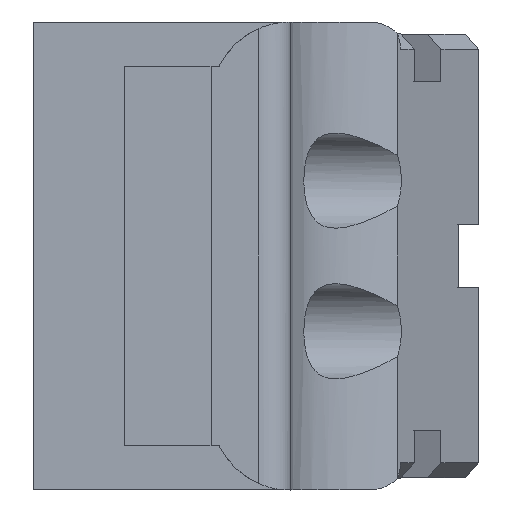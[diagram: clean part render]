
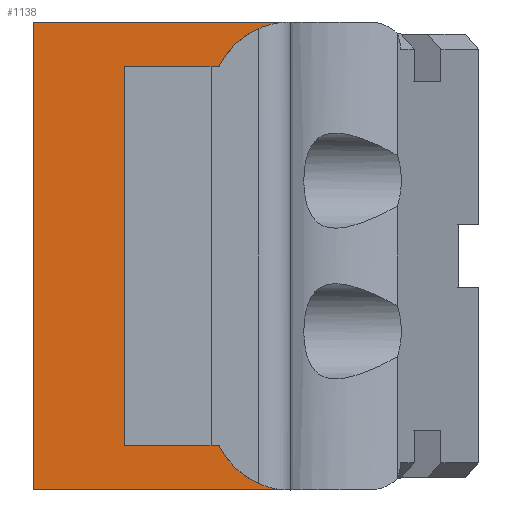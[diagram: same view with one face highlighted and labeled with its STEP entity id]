
A CAD part, left-side view. The second image highlights one B-rep face of the part: STEP entity #1138.
In plain terms, the highlighted planar face has unit normal (-1, 0, 0).
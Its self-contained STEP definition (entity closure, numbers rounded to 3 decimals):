
#56=CIRCLE('',#1231,5.);
#57=CIRCLE('',#1232,5.);
#104=FACE_OUTER_BOUND('',#162,.T.);
#162=EDGE_LOOP('',(#922,#923,#924,#925,#926,#927));
#233=LINE('',#1666,#360);
#268=LINE('',#1839,#395);
#276=LINE('',#1892,#403);
#277=LINE('',#1895,#404);
#360=VECTOR('',#1340,10.);
#395=VECTOR('',#1425,10.);
#403=VECTOR('',#1453,10.);
#404=VECTOR('',#1456,10.);
#480=VERTEX_POINT('',#1663);
#481=VERTEX_POINT('',#1665);
#513=VERTEX_POINT('',#1836);
#514=VERTEX_POINT('',#1838);
#521=VERTEX_POINT('',#1890);
#522=VERTEX_POINT('',#1893);
#601=EDGE_CURVE('',#480,#481,#233,.T.);
#654=EDGE_CURVE('',#513,#514,#268,.T.);
#666=EDGE_CURVE('',#481,#521,#56,.T.);
#667=EDGE_CURVE('',#514,#480,#276,.T.);
#668=EDGE_CURVE('',#522,#513,#57,.T.);
#669=EDGE_CURVE('',#521,#522,#277,.T.);
#922=ORIENTED_EDGE('',*,*,#666,.F.);
#923=ORIENTED_EDGE('',*,*,#601,.F.);
#924=ORIENTED_EDGE('',*,*,#667,.F.);
#925=ORIENTED_EDGE('',*,*,#654,.F.);
#926=ORIENTED_EDGE('',*,*,#668,.F.);
#927=ORIENTED_EDGE('',*,*,#669,.F.);
#1086=PLANE('',#1230);
#1138=ADVANCED_FACE('',(#104),#1086,.T.);
#1230=AXIS2_PLACEMENT_3D('',#1889,#1449,#1450);
#1231=AXIS2_PLACEMENT_3D('',#1891,#1451,#1452);
#1232=AXIS2_PLACEMENT_3D('',#1894,#1454,#1455);
#1340=DIRECTION('',(0.,-1.,0.));
#1425=DIRECTION('',(0.,1.,0.));
#1449=DIRECTION('center_axis',(-1.,0.,0.));
#1450=DIRECTION('ref_axis',(0.,-1.,0.));
#1451=DIRECTION('center_axis',(-1.,0.,0.));
#1452=DIRECTION('ref_axis',(0.,0.707,0.707));
#1453=DIRECTION('',(0.,0.,1.));
#1454=DIRECTION('center_axis',(-1.,0.,0.));
#1455=DIRECTION('ref_axis',(0.,0.707,-0.707));
#1456=DIRECTION('',(0.,0.,-1.));
#1663=CARTESIAN_POINT('',(0.,16.207,0.));
#1665=CARTESIAN_POINT('',(0.,0.,0.));
#1666=CARTESIAN_POINT('',(0.,0.,0.));
#1836=CARTESIAN_POINT('',(0.,0.,-29.5));
#1838=CARTESIAN_POINT('',(0.,16.207,-29.5));
#1839=CARTESIAN_POINT('',(0.,0.,-29.5));
#1889=CARTESIAN_POINT('Origin',(0.,16.207,-29.5));
#1890=CARTESIAN_POINT('',(0.,5.,-5.));
#1891=CARTESIAN_POINT('Origin',(0.,0.,-5.));
#1892=CARTESIAN_POINT('',(0.,16.207,-29.5));
#1893=CARTESIAN_POINT('',(0.,5.,-24.5));
#1894=CARTESIAN_POINT('Origin',(0.,0.,-24.5));
#1895=CARTESIAN_POINT('',(0.,5.,0.));
